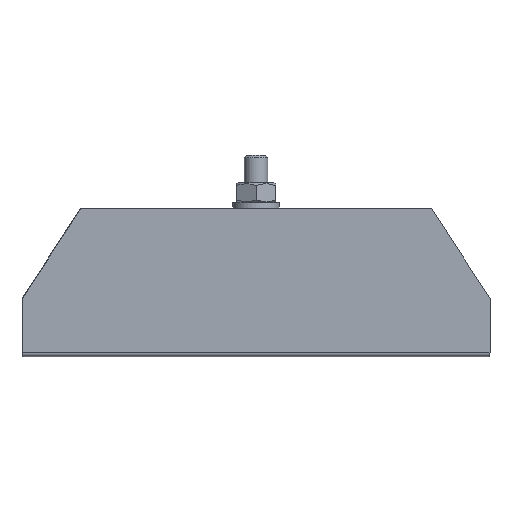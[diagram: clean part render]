
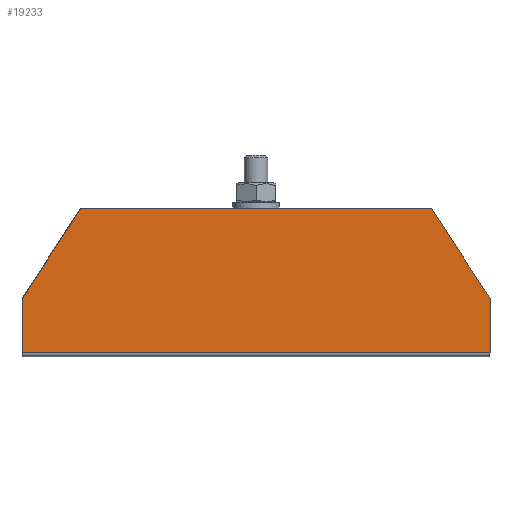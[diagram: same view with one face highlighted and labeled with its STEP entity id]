
A CAD part, front view. The second image highlights one B-rep face of the part: STEP entity #19233.
In plain terms, the highlighted planar face has unit normal (0.003, -1, 0).
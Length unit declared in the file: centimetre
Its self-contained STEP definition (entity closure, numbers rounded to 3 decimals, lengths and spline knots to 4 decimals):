
#2422=LINE($,#32540,#4201);
#2423=LINE($,#32545,#4202);
#2424=LINE($,#32548,#4203);
#2425=LINE($,#32550,#4204);
#2426=LINE($,#32552,#4205);
#2427=LINE($,#32553,#4206);
#4201=VECTOR($,#24483,1.4);
#4202=VECTOR($,#24490,12.);
#4203=VECTOR($,#24493,2.7459);
#4204=VECTOR($,#24494,9.);
#4205=VECTOR($,#24495,2.7459);
#4206=VECTOR($,#24496,1.4);
#5592=FACE_OUTER_BOUND($,#6808,.T.);
#6808=EDGE_LOOP($,(#16451,#16452,#16453,#16454,#16455,#16456));
#8875=VERTEX_POINT($,#32537);
#8876=VERTEX_POINT($,#32539);
#8877=VERTEX_POINT($,#32543);
#8878=VERTEX_POINT($,#32547);
#8879=VERTEX_POINT($,#32549);
#8880=VERTEX_POINT($,#32551);
#11416=EDGE_CURVE($,#8875,#8876,#2422,.T.);
#11419=EDGE_CURVE($,#8876,#8877,#2423,.T.);
#11420=EDGE_CURVE($,#8875,#8878,#2424,.T.);
#11421=EDGE_CURVE($,#8878,#8879,#2425,.T.);
#11422=EDGE_CURVE($,#8879,#8880,#2426,.T.);
#11423=EDGE_CURVE($,#8877,#8880,#2427,.T.);
#16451=ORIENTED_EDGE($,*,*,#11419,.F.);
#16452=ORIENTED_EDGE($,*,*,#11416,.F.);
#16453=ORIENTED_EDGE($,*,*,#11420,.T.);
#16454=ORIENTED_EDGE($,*,*,#11421,.T.);
#16455=ORIENTED_EDGE($,*,*,#11422,.T.);
#16456=ORIENTED_EDGE($,*,*,#11423,.F.);
#17219=PLANE($,#20409);
#19233=ADVANCED_FACE($,(#5592),#17219,.T.);
#20409=AXIS2_PLACEMENT_3D($,#32546,#24491,#24492);
#24483=DIRECTION($,(0.,0.,-1.));
#24490=DIRECTION($,(-1.,-0.003,0.));
#24491=DIRECTION('center_axis',(0.003,-1.,
0.));
#24492=DIRECTION('ref_axis',(0.,0.,-1.));
#24493=DIRECTION($,(-0.546,-0.002,0.838));
#24494=DIRECTION($,(-1.,-0.003,0.));
#24495=DIRECTION($,(-0.546,-0.002,-0.838));
#24496=DIRECTION($,(0.,0.,1.));
#32537=CARTESIAN_POINT('',(1.1636,4.9276,-0.7947));
#32539=CARTESIAN_POINT('',(1.1636,4.9276,-2.1947));
#32540=CARTESIAN_POINT($,(1.1636,4.9276,-2.2947));
#32543=CARTESIAN_POINT('',(-10.8363,4.8934,-2.1947));
#32545=CARTESIAN_POINT($,(-4.8363,4.9105,-2.1947));
#32546=CARTESIAN_POINT('Origin',(-4.8363,4.9105,1.5053));
#32547=CARTESIAN_POINT('',(-0.3364,4.9234,1.5053));
#32548=CARTESIAN_POINT($,(-0.2578,4.9236,1.3848));
#32549=CARTESIAN_POINT('',(-9.3363,4.8977,1.5053));
#32550=CARTESIAN_POINT($,(-4.8363,4.9105,1.5053));
#32551=CARTESIAN_POINT('',(-10.8363,4.8934,-0.7947));
#32552=CARTESIAN_POINT($,(-8.6649,4.8996,2.5348));
#32553=CARTESIAN_POINT($,(-10.8363,4.8934,-2.2947));
